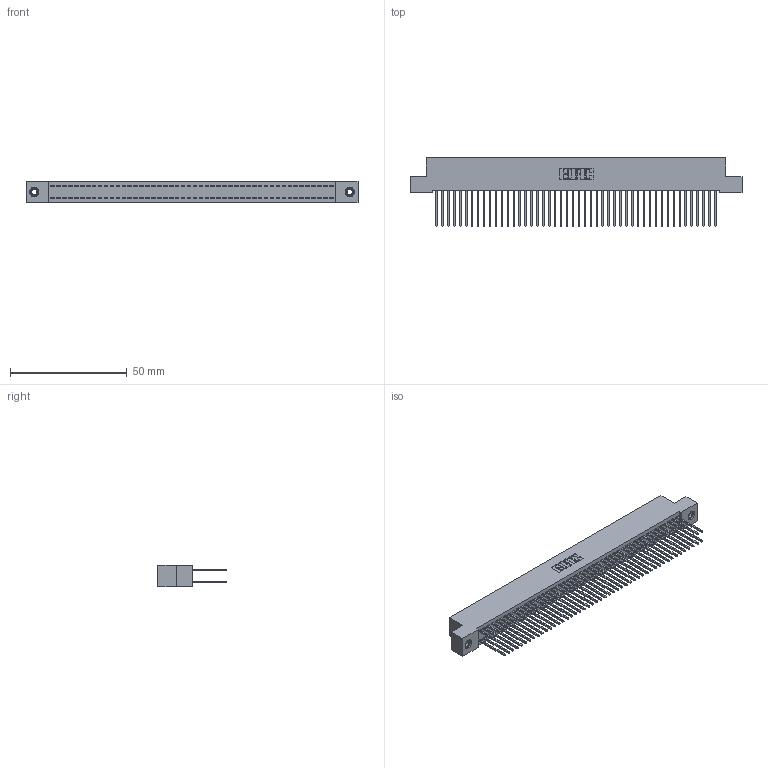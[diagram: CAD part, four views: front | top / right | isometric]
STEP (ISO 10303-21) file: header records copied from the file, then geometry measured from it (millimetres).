
FILE_DESCRIPTION (( 'STEP AP203' ), '1' );
FILE_NAME ('392-096-540-207.STEP', '2018-08-18T09:51:06', ( '' ), ( '' ), 'SwSTEP 2.0', 'SolidWorks 2016', '' );
FILE_SCHEMA (( 'CONFIG_CONTROL_DESIGN' ));
Length unit declared in the file: inch
Products named in the file (4): 392-096-540-207; 342 Part_TI; 345-292-001_345-293-140; 345-250-001_345-250-005-103
Assembly tree (99 placements, depth 2):
  392-096-540-207
    342 Part_TI
    345-292-001_345-293-140  x96
    345-250-001_345-250-005-103  x2
Bounding box: 142.24 x 29.47 x 9.4 mm (x, y, z)
Volume: 13159.9 mm3; surface area: 23212.5 mm2
Topology: 99 solids, 99 shells, 5162 faces, 15315 edges, 10074 vertices
Faces by surface type: plane 3554, cylinder 1592, cone 12, torus 4
Entity records: 31176 total; most frequent: CARTESIAN_POINT 5141, ORIENTED_EDGE 5070, DIRECTION 4413, EDGE_CURVE 2535, LINE 2387, VECTOR 2387, VERTEX_POINT 1684, AXIS2_PLACEMENT_3D 1013
